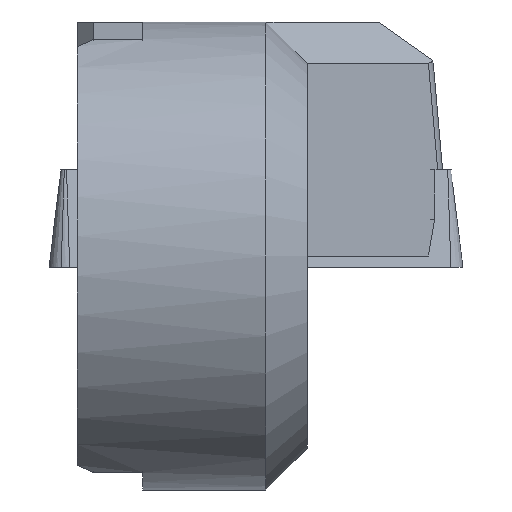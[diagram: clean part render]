
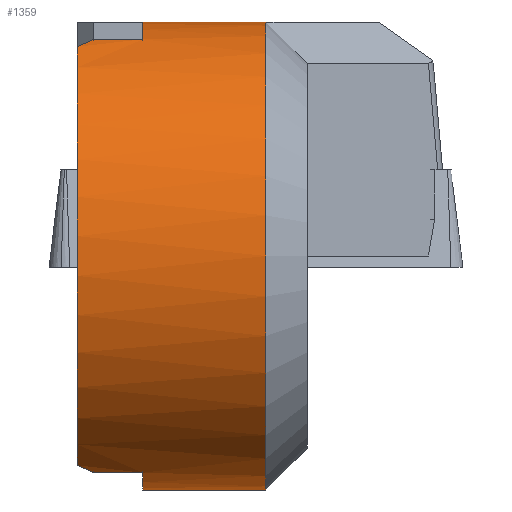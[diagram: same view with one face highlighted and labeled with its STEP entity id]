
A CAD part, left-side view. The second image highlights one B-rep face of the part: STEP entity #1359.
In plain terms, the highlighted cylindrical face has radius 5.7 mm (diameter 11.4 mm), a partial arc.
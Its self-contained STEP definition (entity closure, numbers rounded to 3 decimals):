
#577=EDGE_CURVE('NONE',#1279,#1181,#1570,.T.);
#605=VERTEX_POINT('NONE',#1601);
#659=EDGE_CURVE('NONE',#1331,#605,#1660,.T.);
#661=VERTEX_POINT('NONE',#1662);
#669=VERTEX_POINT('',#1673);
#869=EDGE_CURVE('NONE',#1139,#1347,#1898,.T.);
#935=EDGE_CURVE('NONE',#1441,#955,#1970,.T.);
#955=VERTEX_POINT('NONE',#1993);
#1077=EDGE_CURVE('NONE',#605,#1139,#2126,.T.);
#1127=EDGE_CURVE('NONE',#1347,#661,#2183,.T.);
#1139=VERTEX_POINT('NONE',#2197);
#1181=VERTEX_POINT('NONE',#2244);
#1201=EDGE_CURVE('',#669,#1331,#2265,.T.);
#1269=EDGE_CURVE('NONE',#661,#1279,#2338,.T.);
#1279=VERTEX_POINT('NONE',#2349);
#1309=EDGE_CURVE('NONE',#955,#669,#2384,.T.);
#1331=VERTEX_POINT('',#2407);
#1347=VERTEX_POINT('NONE',#2425);
#1359=ADVANCED_FACE('NONE',(#2437),#2438,.T.);
#1367=EDGE_CURVE('NONE',#1181,#1441,#2446,.T.);
#1441=VERTEX_POINT('NONE',#2525);
#1570=CIRCLE('',#2687,5.7);
#1601=CARTESIAN_POINT('',(0.0,-4.6,5.7));
#1660=CIRCLE('',#2811,5.7);
#1662=CARTESIAN_POINT('',(-2.15,-0.4,5.279));
#1673=CARTESIAN_POINT('',(0.,-1.6,-5.7));
#1898=CIRCLE('',#3125,5.7);
#1970=LINE('',#3234,#3235);
#1993=CARTESIAN_POINT('',(-2.15,-1.6,-5.279));
#2126=LINE('',#3438,#3439);
#2183=LINE('',#3513,#3514);
#2197=CARTESIAN_POINT('',(0.,-1.6,5.7));
#2244=CARTESIAN_POINT('',(-2.55,0.0,-5.098));
#2265=LINE('',#3622,#3623);
#2338=(B_SPLINE_CURVE(3,(#3719,#3720,#3721,#3722),.UNSPECIFIED.,.F.,.F.)B_SPLINE_CURVE_WITH_KNOTS((4,4),(5.099,5.176),.UNSPECIFIED.)RATIONAL_B_SPLINE_CURVE((1.0,1.,1.,1.0))BOUNDED_CURVE()REPRESENTATION_ITEM('')GEOMETRIC_REPRESENTATION_ITEM()CURVE());
#2349=CARTESIAN_POINT('',(-2.55,0.0,5.098));
#2384=CIRCLE('',#3789,5.7);
#2407=CARTESIAN_POINT('',(0.,-4.6,-5.7));
#2425=CARTESIAN_POINT('',(-2.15,-1.6,5.279));
#2437=FACE_OUTER_BOUND('',#3863,.T.);
#2438=CYLINDRICAL_SURFACE('',#3864,5.7);
#2446=(B_SPLINE_CURVE(3,(#3877,#3878,#3879,#3880),.UNSPECIFIED.,.F.,.F.)B_SPLINE_CURVE_WITH_KNOTS((4,4),(1.107,1.184),.UNSPECIFIED.)RATIONAL_B_SPLINE_CURVE((1.0,1.,1.,1.0))BOUNDED_CURVE()REPRESENTATION_ITEM('')GEOMETRIC_REPRESENTATION_ITEM()CURVE());
#2525=CARTESIAN_POINT('',(-2.15,-0.4,-5.279));
#2687=AXIS2_PLACEMENT_3D('',#4179,#4180,#4181);
#2811=AXIS2_PLACEMENT_3D('',#4272,#4273,#4274);
#3125=AXIS2_PLACEMENT_3D('',#4592,#4593,#4594);
#3234=CARTESIAN_POINT('',(-2.15,-5.6,-5.279));
#3235=VECTOR('',#4679,1000.0);
#3438=CARTESIAN_POINT('',(0.0,-5.6,5.7));
#3439=VECTOR('',#4850,1000.0);
#3513=CARTESIAN_POINT('',(-2.15,-5.6,5.279));
#3514=VECTOR('',#4929,1000.0);
#3622=CARTESIAN_POINT('',(0.,-2.3,-5.7));
#3623=VECTOR('',#5038,1.0);
#3719=CARTESIAN_POINT('',(-2.15,-0.4,5.279));
#3720=CARTESIAN_POINT('',(-2.286,-0.264,5.224));
#3721=CARTESIAN_POINT('',(-2.419,-0.131,5.163));
#3722=CARTESIAN_POINT('',(-2.55,0.0,5.098));
#3789=AXIS2_PLACEMENT_3D('',#5167,#5168,#5169);
#3863=EDGE_LOOP('',(#5212,#5213,#5214,#5215,#5216,#5217,#5218,#5219,#5220,#5221));
#3864=AXIS2_PLACEMENT_3D('',#5222,#5223,#5224);
#3877=CARTESIAN_POINT('',(-2.55,0.0,-5.098));
#3878=CARTESIAN_POINT('',(-2.419,-0.131,-5.163));
#3879=CARTESIAN_POINT('',(-2.286,-0.264,-5.224));
#3880=CARTESIAN_POINT('',(-2.15,-0.4,-5.279));
#4179=CARTESIAN_POINT('',(0.0,0.0,0.0));
#4180=DIRECTION('',(0.0,-1.0,0.0));
#4181=DIRECTION('',(0.0,0.0,-1.0));
#4272=CARTESIAN_POINT('',(0.0,-4.6,0.0));
#4273=DIRECTION('',(0.0,1.0,0.0));
#4274=DIRECTION('',(0.0,0.0,-1.0));
#4592=CARTESIAN_POINT('',(0.0,-1.6,0.0));
#4593=DIRECTION('',(0.0,-1.0,0.0));
#4594=DIRECTION('',(0.0,0.0,-1.0));
#4679=DIRECTION('',(0.0,-1.0,0.0));
#4850=DIRECTION('',(0.0,1.0,0.0));
#4929=DIRECTION('',(-0.0,1.0,0.0));
#5038=DIRECTION('',(0.0,-1.0,0.0));
#5167=CARTESIAN_POINT('',(0.0,-1.6,0.0));
#5168=DIRECTION('',(0.0,-1.0,0.0));
#5169=DIRECTION('',(0.0,0.0,-1.0));
#5212=ORIENTED_EDGE('',*,*,#1201,.T.);
#5213=ORIENTED_EDGE('',*,*,#659,.T.);
#5214=ORIENTED_EDGE('',*,*,#1077,.T.);
#5215=ORIENTED_EDGE('',*,*,#869,.T.);
#5216=ORIENTED_EDGE('',*,*,#1127,.T.);
#5217=ORIENTED_EDGE('',*,*,#1269,.T.);
#5218=ORIENTED_EDGE('',*,*,#577,.T.);
#5219=ORIENTED_EDGE('',*,*,#1367,.T.);
#5220=ORIENTED_EDGE('',*,*,#935,.T.);
#5221=ORIENTED_EDGE('',*,*,#1309,.T.);
#5222=CARTESIAN_POINT('',(0.0,-5.6,0.0));
#5223=DIRECTION('',(-0.0,1.0,-0.0));
#5224=DIRECTION('',(0.0,0.0,1.0));
